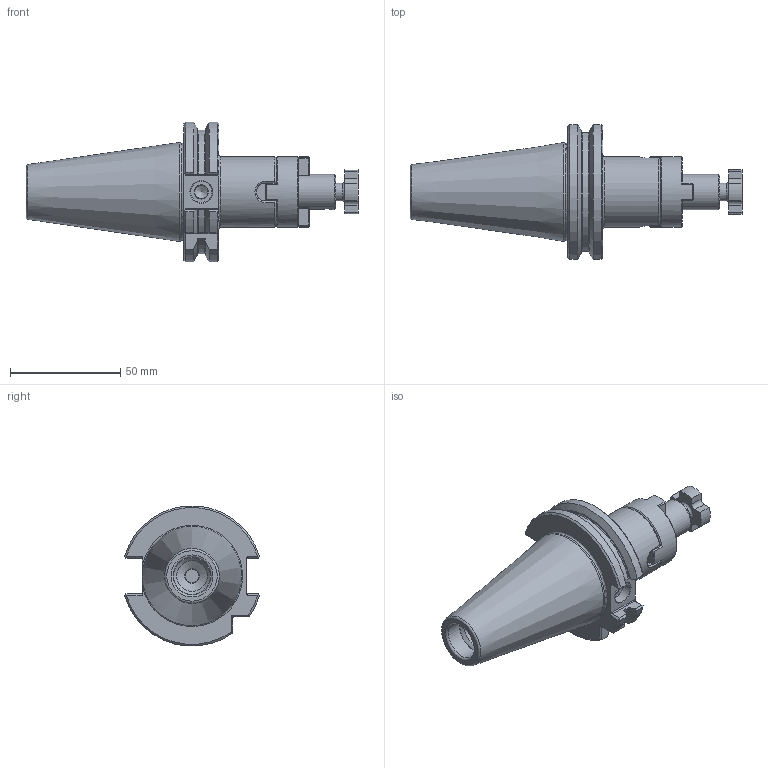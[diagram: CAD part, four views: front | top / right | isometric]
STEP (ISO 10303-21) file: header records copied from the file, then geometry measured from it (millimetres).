
FILE_DESCRIPTION( ( 'Unknown' ), '1' );
FILE_NAME( '224041630-c.stp', 'Unknown', ( 'Unknown' ), ( 'Unknown' ), 'PSStep 15.0.49', 'Unknown', ' ' );
FILE_SCHEMA( ( 'AUTOMOTIVE_DESIGN { 1 0 10303 214 1 1 1 1 }' ) );
Length unit declared in the file: millimetre
Products named in the file (3): 1; 2; 3
Bounding box: 150.25 x 61.01 x 63.35 mm (x, y, z)
Volume: 132602.9 mm3; surface area: 30099.3 mm2
Topology: 3 solids, 3 shells, 239 faces, 595 edges, 365 vertices
Faces by surface type: plane 130, cylinder 48, cone 44, torus 13, bspline 4
Full cylindrical faces by diameter (mm): 6 x1, 6.647 x2, 8 x1, 8.4 x1, 10 x1, 13.835 x2, 15.6 x1, 16 x2, 17 x1, 32 x2
Entity records: 9078 total; most frequent: CARTESIAN_POINT 1817, ORIENTED_EDGE 1098, DIRECTION 1063, EDGE_CURVE 549, AXIS2_PLACEMENT_3D 396, VERTEX_POINT 355, EDGE_LOOP 279, LINE 271
